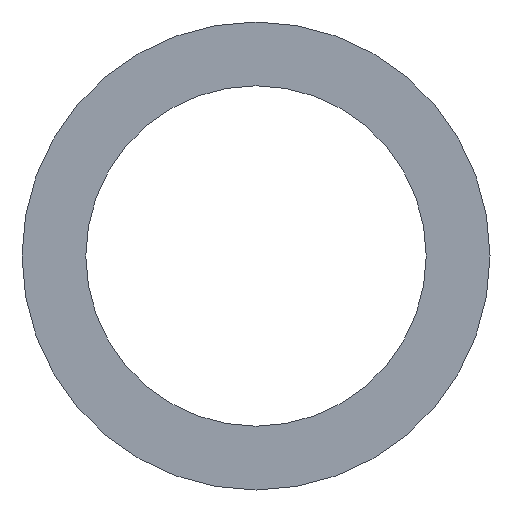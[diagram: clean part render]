
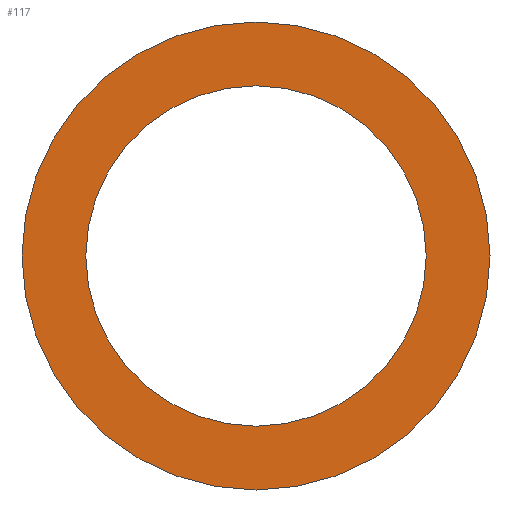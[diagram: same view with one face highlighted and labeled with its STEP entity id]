
A CAD part, front view. The second image highlights one B-rep face of the part: STEP entity #117.
In plain terms, the highlighted planar face has unit normal (0, -1, 0).
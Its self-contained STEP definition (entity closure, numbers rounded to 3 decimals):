
#11 = AXIS2_PLACEMENT_3D ( 'NONE', #245, #196, #154 ) ;
#23 = ORIENTED_EDGE ( 'NONE', *, *, #248, .F. ) ;
#24 = CARTESIAN_POINT ( 'NONE',  ( 0., 0., 0. ) ) ;
#28 = CARTESIAN_POINT ( 'NONE',  ( 0., 0., 5.5 ) ) ;
#31 = CARTESIAN_POINT ( 'NONE',  ( 0., 0., 0. ) ) ;
#35 = ORIENTED_EDGE ( 'NONE', *, *, #112, .F. ) ;
#45 = DIRECTION ( 'NONE',  ( 0., 1., 0. ) ) ;
#46 = PLANE ( 'NONE',  #11 ) ;
#49 = ORIENTED_EDGE ( 'NONE', *, *, #198, .T. ) ;
#50 = DIRECTION ( 'NONE',  ( 0., 1., 0. ) ) ;
#51 = DIRECTION ( 'NONE',  ( 0., 0., 1. ) ) ;
#62 = FACE_OUTER_BOUND ( 'NONE', #132, .T. ) ;
#77 = AXIS2_PLACEMENT_3D ( 'NONE', #179, #50, #51 ) ;
#86 = VERTEX_POINT ( 'NONE', #148 ) ;
#87 = DIRECTION ( 'NONE',  ( 0., 1., 0. ) ) ;
#88 = CIRCLE ( 'NONE', #77, 4. ) ;
#112 = EDGE_CURVE ( 'NONE', #86, #230, #214, .T. ) ;
#117 = ADVANCED_FACE ( 'NONE', ( #62, #206 ), #46, .F. ) ;
#119 = CIRCLE ( 'NONE', #173, 4. ) ;
#126 = DIRECTION ( 'NONE',  ( 0., 1., 0. ) ) ;
#132 = EDGE_LOOP ( 'NONE', ( #35, #23 ) ) ;
#148 = CARTESIAN_POINT ( 'NONE',  ( 0., 0., -5.5 ) ) ;
#154 = DIRECTION ( 'NONE',  ( 0., 0., 1. ) ) ;
#155 = AXIS2_PLACEMENT_3D ( 'NONE', #24, #45, #170 ) ;
#161 = CARTESIAN_POINT ( 'NONE',  ( 0., 0., 4. ) ) ;
#170 = DIRECTION ( 'NONE',  ( 0., 0., 1. ) ) ;
#172 = ORIENTED_EDGE ( 'NONE', *, *, #232, .T. ) ;
#173 = AXIS2_PLACEMENT_3D ( 'NONE', #183, #87, #237 ) ;
#179 = CARTESIAN_POINT ( 'NONE',  ( 0., 0., 0. ) ) ;
#183 = CARTESIAN_POINT ( 'NONE',  ( 0., 0., 0. ) ) ;
#188 = AXIS2_PLACEMENT_3D ( 'NONE', #31, #126, #201 ) ;
#196 = DIRECTION ( 'NONE',  ( 0., 1., 0. ) ) ;
#198 = EDGE_CURVE ( 'NONE', #246, #227, #119, .T. ) ;
#201 = DIRECTION ( 'NONE',  ( 0., 0., 1. ) ) ;
#206 = FACE_BOUND ( 'NONE', #223, .T. ) ;
#214 = CIRCLE ( 'NONE', #155, 5.5 ) ;
#223 = EDGE_LOOP ( 'NONE', ( #49, #172 ) ) ;
#227 = VERTEX_POINT ( 'NONE', #161 ) ;
#230 = VERTEX_POINT ( 'NONE', #28 ) ;
#232 = EDGE_CURVE ( 'NONE', #227, #246, #88, .T. ) ;
#234 = CARTESIAN_POINT ( 'NONE',  ( 0., 0., -4. ) ) ;
#237 = DIRECTION ( 'NONE',  ( 0., 0., 1. ) ) ;
#243 = CIRCLE ( 'NONE', #188, 5.5 ) ;
#245 = CARTESIAN_POINT ( 'NONE',  ( 0., 0., 0. ) ) ;
#246 = VERTEX_POINT ( 'NONE', #234 ) ;
#248 = EDGE_CURVE ( 'NONE', #230, #86, #243, .T. ) ;
